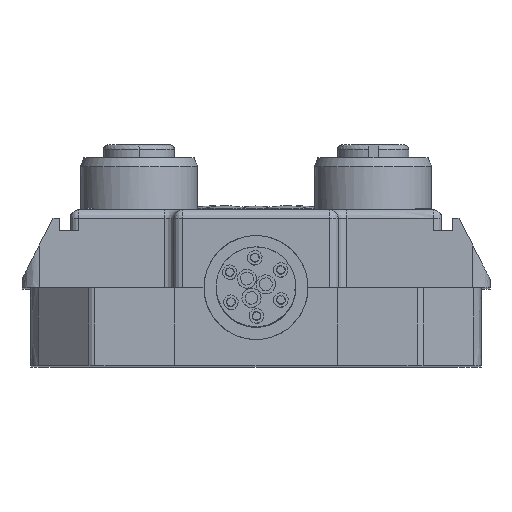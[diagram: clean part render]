
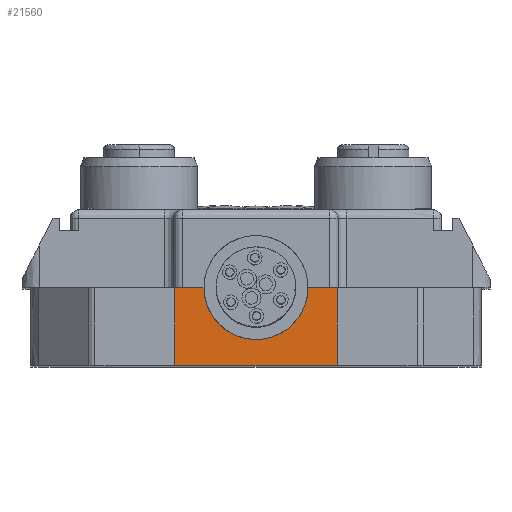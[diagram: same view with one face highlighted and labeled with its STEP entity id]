
A CAD part, top view. The second image highlights one B-rep face of the part: STEP entity #21560.
In plain terms, the highlighted free-form (B-spline) face has degree [1, 1] with [2, 2] control points.
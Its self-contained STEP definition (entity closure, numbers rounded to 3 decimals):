
#21508=CARTESIAN_POINT('',(-10.422,14.922,-25.05));
#21509=CARTESIAN_POINT('',(10.422,14.922,-25.05));
#21510=CARTESIAN_POINT('',(-10.422,-5.922,-25.05));
#21511=CARTESIAN_POINT('',(10.422,-5.922,-25.05));
#21512=B_SPLINE_SURFACE_WITH_KNOTS('',1,1,((#21508,#21509),(#21510,#21511)),.PLANE_SURF.,.F.,.F.,.U.,(2,2),(2,2),(0.,1.),(0.,1.),.UNSPECIFIED.);
#21513=CARTESIAN_POINT('',(-9.4,9.,-25.05));
#21514=VERTEX_POINT('',#21513);
#21515=CARTESIAN_POINT('',(-9.4,0.,-25.05));
#21516=VERTEX_POINT('',#21515);
#21517=CARTESIAN_POINT('',(-9.4,9.,-25.05));
#21518=CARTESIAN_POINT('',(-9.4,0.,-25.05));
#21519=B_SPLINE_CURVE_WITH_KNOTS('',1,(#21517,#21518),.POLYLINE_FORM.,.F.,.U.,(2,2),(0.,1.),.UNSPECIFIED.);
#21520=EDGE_CURVE('',#21514,#21516,#21519,.T.);
#21521=ORIENTED_EDGE('',*,*,#21520,.T.);
#21522=CARTESIAN_POINT('',(9.4,0.,-25.05));
#21523=VERTEX_POINT('',#21522);
#21524=CARTESIAN_POINT('',(-9.4,0.,-25.05));
#21525=CARTESIAN_POINT('',(9.4,0.,-25.05));
#21526=B_SPLINE_CURVE_WITH_KNOTS('',1,(#21524,#21525),.POLYLINE_FORM.,.F.,.U.,(2,2),(0.,1.),.UNSPECIFIED.);
#21527=EDGE_CURVE('',#21516,#21523,#21526,.T.);
#21528=ORIENTED_EDGE('',*,*,#21527,.T.);
#21529=CARTESIAN_POINT('',(9.4,9.,-25.05));
#21530=VERTEX_POINT('',#21529);
#21531=CARTESIAN_POINT('',(9.4,0.,-25.05));
#21532=CARTESIAN_POINT('',(9.4,9.,-25.05));
#21533=B_SPLINE_CURVE_WITH_KNOTS('',1,(#21531,#21532),.POLYLINE_FORM.,.F.,.U.,(2,2),(0.,1.),.UNSPECIFIED.);
#21534=EDGE_CURVE('',#21523,#21530,#21533,.T.);
#21535=ORIENTED_EDGE('',*,*,#21534,.T.);
#21536=CARTESIAN_POINT('',(6.,9.,-25.05));
#21537=VERTEX_POINT('',#21536);
#21538=CARTESIAN_POINT('',(9.4,9.,-25.05));
#21539=CARTESIAN_POINT('',(6.,9.,-25.05));
#21540=B_SPLINE_CURVE_WITH_KNOTS('',1,(#21538,#21539),.POLYLINE_FORM.,.F.,.U.,(2,2),(0.,1.),.UNSPECIFIED.);
#21541=EDGE_CURVE('',#21530,#21537,#21540,.T.);
#21542=ORIENTED_EDGE('',*,*,#21541,.T.);
#21543=CARTESIAN_POINT('',(-6.,9.,-25.05));
#21544=VERTEX_POINT('',#21543);
#21545=CARTESIAN_POINT('',(6.,9.,-25.05));
#21546=CARTESIAN_POINT('',(6.,3.,-25.05));
#21547=CARTESIAN_POINT('',(0.,3.,-25.05));
#21548=CARTESIAN_POINT('',(-6.,3.,-25.05));
#21549=CARTESIAN_POINT('',(-6.,9.,-25.05));
#21550=(BOUNDED_CURVE()B_SPLINE_CURVE(2,(#21545,#21546,#21547,#21548,#21549),.CIRCULAR_ARC.,.F.,.U.)B_SPLINE_CURVE_WITH_KNOTS((3,2,3),(0.,0.5,1.),.UNSPECIFIED.)CURVE()GEOMETRIC_REPRESENTATION_ITEM()RATIONAL_B_SPLINE_CURVE((1.,0.707,1.,0.707,1.))REPRESENTATION_ITEM(''));
#21551=EDGE_CURVE('',#21537,#21544,#21550,.T.);
#21552=ORIENTED_EDGE('',*,*,#21551,.T.);
#21553=CARTESIAN_POINT('',(-6.,9.,-25.05));
#21554=CARTESIAN_POINT('',(-9.4,9.,-25.05));
#21555=B_SPLINE_CURVE_WITH_KNOTS('',1,(#21553,#21554),.POLYLINE_FORM.,.F.,.U.,(2,2),(0.,1.),.UNSPECIFIED.);
#21556=EDGE_CURVE('',#21544,#21514,#21555,.T.);
#21557=ORIENTED_EDGE('',*,*,#21556,.T.);
#21558=EDGE_LOOP('',(#21521,#21528,#21535,#21542,#21552,#21557));
#21559=FACE_OUTER_BOUND('',#21558,.T.);
#21560=ADVANCED_FACE('',(#21559),#21512,.T.);
